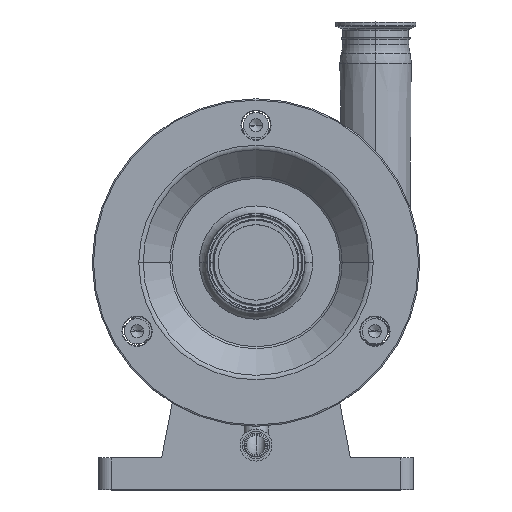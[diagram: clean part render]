
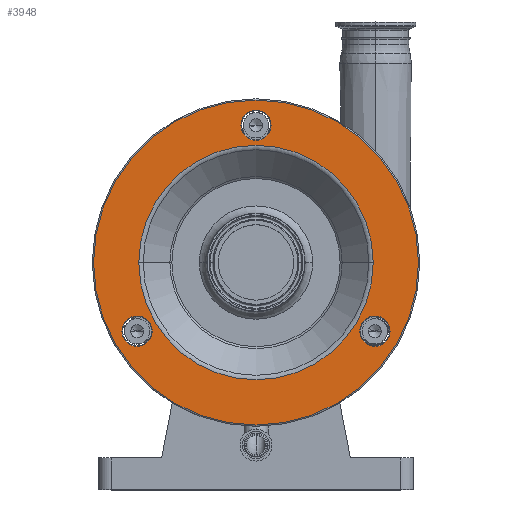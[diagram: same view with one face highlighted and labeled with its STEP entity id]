
A CAD part, top view. The second image highlights one B-rep face of the part: STEP entity #3948.
In plain terms, the highlighted planar face has unit normal (0, 0, 1).
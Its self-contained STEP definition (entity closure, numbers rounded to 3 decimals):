
#107 = ORIENTED_EDGE ( 'NONE', *, *, #4633, .T. ) ;
#279 = VERTEX_POINT ( 'NONE', #19940 ) ;
#454 = EDGE_CURVE ( 'NONE', #12180, #16347, #19877, .T. ) ;
#486 = DIRECTION ( 'NONE',  ( 0., 0., -1. ) ) ;
#500 = ORIENTED_EDGE ( 'NONE', *, *, #15591, .F. ) ;
#835 = CARTESIAN_POINT ( 'NONE',  ( 93.071, 0., 219. ) ) ;
#837 = DIRECTION ( 'NONE',  ( -1., 0., 0. ) ) ;
#1039 = CARTESIAN_POINT ( 'NONE',  ( -93.071, 0., 219. ) ) ;
#1047 = EDGE_CURVE ( 'NONE', #6303, #19111, #10290, .T. ) ;
#1274 = DIRECTION ( 'NONE',  ( -1., 0., 0. ) ) ;
#1446 = CARTESIAN_POINT ( 'NONE',  ( 0., 0., 219. ) ) ;
#2228 = VERTEX_POINT ( 'NONE', #10471 ) ;
#2461 = DIRECTION ( 'NONE',  ( 0., 0., -1. ) ) ;
#2475 = DIRECTION ( 'NONE',  ( -1., 0., 0. ) ) ;
#2497 = CARTESIAN_POINT ( 'NONE',  ( 0., 0., 219. ) ) ;
#2547 = DIRECTION ( 'NONE',  ( 0., 0., -1. ) ) ;
#2691 = CIRCLE ( 'NONE', #5680, 129. ) ;
#2988 = VERTEX_POINT ( 'NONE', #5071 ) ;
#3139 = CARTESIAN_POINT ( 'NONE',  ( 12., 109., 219. ) ) ;
#3365 = AXIS2_PLACEMENT_3D ( 'NONE', #7133, #2461, #18299 ) ;
#3489 = ORIENTED_EDGE ( 'NONE', *, *, #4253, .T. ) ;
#3948 = ADVANCED_FACE ( 'NONE', ( #3984, #10410, #16633, #7216, #19826 ), #7421, .F. ) ;
#3984 = FACE_BOUND ( 'NONE', #17988, .T. ) ;
#4253 = EDGE_CURVE ( 'NONE', #2228, #13651, #4315, .T. ) ;
#4315 = CIRCLE ( 'NONE', #7305, 12. ) ;
#4499 = CARTESIAN_POINT ( 'NONE',  ( -94.397, -54.5, 219. ) ) ;
#4633 = EDGE_CURVE ( 'NONE', #16347, #12180, #15255, .T. ) ;
#4677 = EDGE_CURVE ( 'NONE', #12810, #279, #14272, .T. ) ;
#4773 = DIRECTION ( 'NONE',  ( 0., 0., -1. ) ) ;
#4941 = EDGE_CURVE ( 'NONE', #12295, #2988, #15936, .T. ) ;
#4975 = EDGE_LOOP ( 'NONE', ( #6972, #3489 ) ) ;
#5019 = AXIS2_PLACEMENT_3D ( 'NONE', #8554, #486, #16511 ) ;
#5038 = AXIS2_PLACEMENT_3D ( 'NONE', #4499, #14233, #1274 ) ;
#5071 = CARTESIAN_POINT ( 'NONE',  ( 82.397, -54.5, 219. ) ) ;
#5253 = EDGE_CURVE ( 'NONE', #13651, #2228, #7362, .T. ) ;
#5312 = CARTESIAN_POINT ( 'NONE',  ( -82.397, -54.5, 219. ) ) ;
#5361 = CIRCLE ( 'NONE', #5038, 12. ) ;
#5662 = DIRECTION ( 'NONE',  ( -1., 0., 0. ) ) ;
#5680 = AXIS2_PLACEMENT_3D ( 'NONE', #1446, #4773, #18743 ) ;
#6303 = VERTEX_POINT ( 'NONE', #9603 ) ;
#6972 = ORIENTED_EDGE ( 'NONE', *, *, #5253, .T. ) ;
#7043 = DIRECTION ( 'NONE',  ( 0., 0., -1. ) ) ;
#7133 = CARTESIAN_POINT ( 'NONE',  ( 94.397, -54.5, 219. ) ) ;
#7216 = FACE_OUTER_BOUND ( 'NONE', #10900, .T. ) ;
#7305 = AXIS2_PLACEMENT_3D ( 'NONE', #18259, #18459, #8754 ) ;
#7362 = CIRCLE ( 'NONE', #18923, 12. ) ;
#7421 = PLANE ( 'NONE',  #10262 ) ;
#7956 = ORIENTED_EDGE ( 'NONE', *, *, #8281, .T. ) ;
#8281 = EDGE_CURVE ( 'NONE', #19111, #6303, #5361, .T. ) ;
#8554 = CARTESIAN_POINT ( 'NONE',  ( -94.397, -54.5, 219. ) ) ;
#8618 = DIRECTION ( 'NONE',  ( 0., 0., -1. ) ) ;
#8754 = DIRECTION ( 'NONE',  ( -1., 0., 0. ) ) ;
#9603 = CARTESIAN_POINT ( 'NONE',  ( -106.397, -54.5, 219. ) ) ;
#10262 = AXIS2_PLACEMENT_3D ( 'NONE', #13639, #10501, #5662 ) ;
#10290 = CIRCLE ( 'NONE', #5019, 12. ) ;
#10410 = FACE_BOUND ( 'NONE', #11935, .T. ) ;
#10471 = CARTESIAN_POINT ( 'NONE',  ( -12., 109., 219. ) ) ;
#10501 = DIRECTION ( 'NONE',  ( 0., 0., -1. ) ) ;
#10761 = CARTESIAN_POINT ( 'NONE',  ( 106.397, -54.5, 219. ) ) ;
#10900 = EDGE_LOOP ( 'NONE', ( #11491, #500 ) ) ;
#10929 = ORIENTED_EDGE ( 'NONE', *, *, #454, .T. ) ;
#10953 = AXIS2_PLACEMENT_3D ( 'NONE', #16448, #7043, #2475 ) ;
#11258 = ORIENTED_EDGE ( 'NONE', *, *, #1047, .T. ) ;
#11491 = ORIENTED_EDGE ( 'NONE', *, *, #4677, .F. ) ;
#11935 = EDGE_LOOP ( 'NONE', ( #7956, #11258 ) ) ;
#12180 = VERTEX_POINT ( 'NONE', #835 ) ;
#12270 = AXIS2_PLACEMENT_3D ( 'NONE', #17037, #13931, #20242 ) ;
#12292 = CIRCLE ( 'NONE', #3365, 12. ) ;
#12295 = VERTEX_POINT ( 'NONE', #10761 ) ;
#12810 = VERTEX_POINT ( 'NONE', #14386 ) ;
#13639 = CARTESIAN_POINT ( 'NONE',  ( 0., 129., 219. ) ) ;
#13651 = VERTEX_POINT ( 'NONE', #3139 ) ;
#13701 = CARTESIAN_POINT ( 'NONE',  ( 0., 0., 219. ) ) ;
#13931 = DIRECTION ( 'NONE',  ( 0., 0., -1. ) ) ;
#14233 = DIRECTION ( 'NONE',  ( 0., 0., -1. ) ) ;
#14272 = CIRCLE ( 'NONE', #19219, 129. ) ;
#14386 = CARTESIAN_POINT ( 'NONE',  ( -129., 0., 219. ) ) ;
#14656 = ORIENTED_EDGE ( 'NONE', *, *, #18009, .T. ) ;
#14918 = AXIS2_PLACEMENT_3D ( 'NONE', #13701, #16880, #837 ) ;
#15255 = CIRCLE ( 'NONE', #14918, 93.071 ) ;
#15591 = EDGE_CURVE ( 'NONE', #279, #12810, #2691, .T. ) ;
#15936 = CIRCLE ( 'NONE', #10953, 12. ) ;
#16335 = DIRECTION ( 'NONE',  ( -1., 0., 0. ) ) ;
#16347 = VERTEX_POINT ( 'NONE', #1039 ) ;
#16448 = CARTESIAN_POINT ( 'NONE',  ( 94.397, -54.5, 219. ) ) ;
#16511 = DIRECTION ( 'NONE',  ( -1., 0., 0. ) ) ;
#16633 = FACE_BOUND ( 'NONE', #4975, .T. ) ;
#16733 = CARTESIAN_POINT ( 'NONE',  ( 0., 109., 219. ) ) ;
#16880 = DIRECTION ( 'NONE',  ( 0., 0., -1. ) ) ;
#17037 = CARTESIAN_POINT ( 'NONE',  ( 0., 0., 219. ) ) ;
#17988 = EDGE_LOOP ( 'NONE', ( #20117, #14656 ) ) ;
#18009 = EDGE_CURVE ( 'NONE', #2988, #12295, #12292, .T. ) ;
#18259 = CARTESIAN_POINT ( 'NONE',  ( 0., 109., 219. ) ) ;
#18299 = DIRECTION ( 'NONE',  ( -1., 0., 0. ) ) ;
#18436 = DIRECTION ( 'NONE',  ( -1., 0., 0. ) ) ;
#18459 = DIRECTION ( 'NONE',  ( 0., 0., -1. ) ) ;
#18743 = DIRECTION ( 'NONE',  ( -1., 0., 0. ) ) ;
#18923 = AXIS2_PLACEMENT_3D ( 'NONE', #16733, #2547, #16335 ) ;
#19088 = EDGE_LOOP ( 'NONE', ( #107, #10929 ) ) ;
#19111 = VERTEX_POINT ( 'NONE', #5312 ) ;
#19219 = AXIS2_PLACEMENT_3D ( 'NONE', #2497, #8618, #18436 ) ;
#19826 = FACE_BOUND ( 'NONE', #19088, .T. ) ;
#19877 = CIRCLE ( 'NONE', #12270, 93.071 ) ;
#19940 = CARTESIAN_POINT ( 'NONE',  ( 129., 0., 219. ) ) ;
#20117 = ORIENTED_EDGE ( 'NONE', *, *, #4941, .T. ) ;
#20242 = DIRECTION ( 'NONE',  ( -1., 0., 0. ) ) ;
